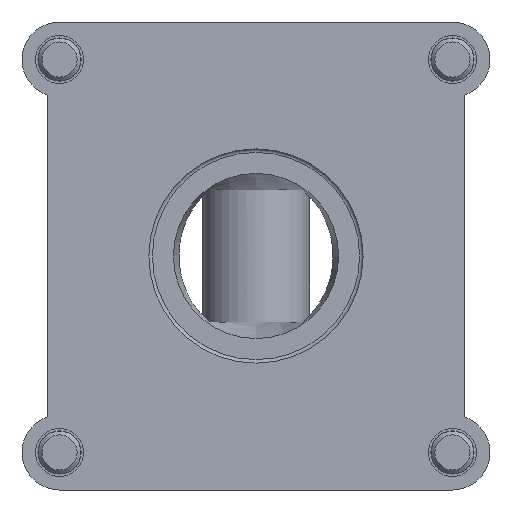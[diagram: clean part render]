
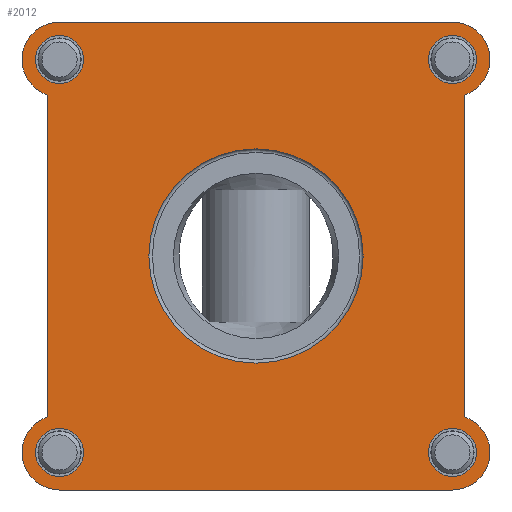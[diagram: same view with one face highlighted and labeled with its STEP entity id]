
A CAD part, front view. The second image highlights one B-rep face of the part: STEP entity #2012.
In plain terms, the highlighted planar face has unit normal (0, -1, 0).
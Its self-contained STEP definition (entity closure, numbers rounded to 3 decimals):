
#182=CIRCLE('',#2231,10.5);
#184=CIRCLE('',#2234,10.5);
#185=CIRCLE('',#2236,10.5);
#186=CIRCLE('',#2238,6.75);
#187=CIRCLE('',#2240,6.75);
#188=CIRCLE('',#2242,6.75);
#190=CIRCLE('',#2245,6.75);
#191=CIRCLE('',#2247,10.5);
#192=CIRCLE('',#2250,30.);
#528=ORIENTED_EDGE('',*,*,#977,.F.);
#529=ORIENTED_EDGE('',*,*,#975,.T.);
#530=ORIENTED_EDGE('',*,*,#973,.T.);
#531=ORIENTED_EDGE('',*,*,#972,.T.);
#532=ORIENTED_EDGE('',*,*,#971,.T.);
#533=ORIENTED_EDGE('',*,*,#893,.F.);
#534=ORIENTED_EDGE('',*,*,#976,.F.);
#535=ORIENTED_EDGE('',*,*,#864,.F.);
#536=ORIENTED_EDGE('',*,*,#970,.F.);
#537=ORIENTED_EDGE('',*,*,#901,.F.);
#538=ORIENTED_EDGE('',*,*,#969,.F.);
#539=ORIENTED_EDGE('',*,*,#852,.F.);
#540=ORIENTED_EDGE('',*,*,#967,.F.);
#852=EDGE_CURVE('',#1121,#1122,#1298,.T.);
#864=EDGE_CURVE('',#1133,#1134,#1308,.T.);
#893=EDGE_CURVE('',#1149,#1150,#1333,.T.);
#901=EDGE_CURVE('',#1157,#1158,#1341,.T.);
#967=EDGE_CURVE('',#1150,#1121,#182,.T.);
#969=EDGE_CURVE('',#1122,#1157,#184,.T.);
#970=EDGE_CURVE('',#1158,#1133,#185,.T.);
#971=EDGE_CURVE('',#1196,#1196,#186,.T.);
#972=EDGE_CURVE('',#1197,#1197,#187,.T.);
#973=EDGE_CURVE('',#1198,#1198,#188,.T.);
#975=EDGE_CURVE('',#1200,#1200,#190,.T.);
#976=EDGE_CURVE('',#1134,#1149,#191,.T.);
#977=EDGE_CURVE('',#1201,#1201,#192,.T.);
#1121=VERTEX_POINT('',#3187);
#1122=VERTEX_POINT('',#3189);
#1133=VERTEX_POINT('',#3212);
#1134=VERTEX_POINT('',#3214);
#1149=VERTEX_POINT('',#3266);
#1150=VERTEX_POINT('',#3268);
#1157=VERTEX_POINT('',#3283);
#1158=VERTEX_POINT('',#3285);
#1196=VERTEX_POINT('',#3420);
#1197=VERTEX_POINT('',#3423);
#1198=VERTEX_POINT('',#3426);
#1200=VERTEX_POINT('',#3431);
#1201=VERTEX_POINT('',#3437);
#1298=LINE('',#3188,#1444);
#1308=LINE('',#3213,#1454);
#1333=LINE('',#3267,#1479);
#1341=LINE('',#3284,#1487);
#1444=VECTOR('',#2467,1000.);
#1454=VECTOR('',#2483,1000.);
#1479=VECTOR('',#2534,1000.);
#1487=VECTOR('',#2544,1000.);
#1626=EDGE_LOOP('',(#528));
#1627=EDGE_LOOP('',(#529));
#1628=EDGE_LOOP('',(#530));
#1629=EDGE_LOOP('',(#531));
#1630=EDGE_LOOP('',(#532));
#1631=EDGE_LOOP('',(#533,#534,#535,#536,#537,#538,#539,#540));
#1794=FACE_BOUND('',#1626,.T.);
#1795=FACE_BOUND('',#1627,.T.);
#1796=FACE_BOUND('',#1628,.T.);
#1797=FACE_BOUND('',#1629,.T.);
#1798=FACE_BOUND('',#1630,.T.);
#1799=FACE_BOUND('',#1631,.T.);
#1926=PLANE('',#2249);
#2012=ADVANCED_FACE('',(#1794,#1795,#1796,#1797,#1798,#1799),#1926,.F.);
#2231=AXIS2_PLACEMENT_3D('',#3412,#2688,#2689);
#2234=AXIS2_PLACEMENT_3D('',#3415,#2694,#2695);
#2236=AXIS2_PLACEMENT_3D('',#3417,#2698,#2699);
#2238=AXIS2_PLACEMENT_3D('',#3419,#2702,#2703);
#2240=AXIS2_PLACEMENT_3D('',#3422,#2706,#2707);
#2242=AXIS2_PLACEMENT_3D('',#3425,#2710,#2711);
#2245=AXIS2_PLACEMENT_3D('',#3430,#2716,#2717);
#2247=AXIS2_PLACEMENT_3D('',#3433,#2720,#2721);
#2249=AXIS2_PLACEMENT_3D('',#3435,#2724,#2725);
#2250=AXIS2_PLACEMENT_3D('',#3436,#2726,#2727);
#2467=DIRECTION('',(1.,0.,0.));
#2483=DIRECTION('',(-1.,0.,0.));
#2534=DIRECTION('',(0.,0.,1.));
#2544=DIRECTION('',(0.,0.,-1.));
#2688=DIRECTION('',(0.,1.,0.));
#2689=DIRECTION('',(1.,0.,0.));
#2694=DIRECTION('',(0.,1.,0.));
#2695=DIRECTION('',(1.,0.,0.));
#2698=DIRECTION('',(0.,1.,0.));
#2699=DIRECTION('',(1.,0.,0.));
#2702=DIRECTION('',(0.,1.,0.));
#2703=DIRECTION('',(1.,0.,0.));
#2706=DIRECTION('',(0.,1.,0.));
#2707=DIRECTION('',(1.,0.,0.));
#2710=DIRECTION('',(0.,1.,0.));
#2711=DIRECTION('',(1.,0.,0.));
#2716=DIRECTION('',(0.,1.,0.));
#2717=DIRECTION('',(1.,0.,0.));
#2720=DIRECTION('',(0.,1.,0.));
#2721=DIRECTION('',(1.,0.,0.));
#2724=DIRECTION('',(0.,1.,0.));
#2725=DIRECTION('',(0.,0.,1.));
#2726=DIRECTION('',(0.,-1.,0.));
#2727=DIRECTION('',(0.,0.,-1.));
#3187=CARTESIAN_POINT('',(-55.,0.,65.5));
#3188=CARTESIAN_POINT('',(-55.,0.,65.5));
#3189=CARTESIAN_POINT('',(55.,0.,65.5));
#3212=CARTESIAN_POINT('',(55.,0.,-65.5));
#3213=CARTESIAN_POINT('',(55.,0.,-65.5));
#3214=CARTESIAN_POINT('',(-55.,0.,-65.5));
#3266=CARTESIAN_POINT('',(-58.375,0.,-45.057));
#3267=CARTESIAN_POINT('',(-58.375,0.,-45.057));
#3268=CARTESIAN_POINT('',(-58.375,0.,45.057));
#3283=CARTESIAN_POINT('',(58.375,0.,45.057));
#3284=CARTESIAN_POINT('',(58.375,0.,45.057));
#3285=CARTESIAN_POINT('',(58.375,0.,-45.057));
#3412=CARTESIAN_POINT('',(-55.,0.,55.));
#3415=CARTESIAN_POINT('',(55.,0.,55.));
#3417=CARTESIAN_POINT('',(55.,0.,-55.));
#3419=CARTESIAN_POINT('',(55.,0.,-55.));
#3420=CARTESIAN_POINT('',(61.75,0.,-55.));
#3422=CARTESIAN_POINT('',(55.,0.,55.));
#3423=CARTESIAN_POINT('',(61.75,0.,55.));
#3425=CARTESIAN_POINT('',(-55.,0.,-55.));
#3426=CARTESIAN_POINT('',(-48.25,0.,-55.));
#3430=CARTESIAN_POINT('',(-55.,0.,55.));
#3431=CARTESIAN_POINT('',(-48.25,0.,55.));
#3433=CARTESIAN_POINT('',(-55.,0.,-55.));
#3435=CARTESIAN_POINT('',(-55.,0.,55.));
#3436=CARTESIAN_POINT('',(0.,0.,0.));
#3437=CARTESIAN_POINT('',(0.,0.,-30.));
